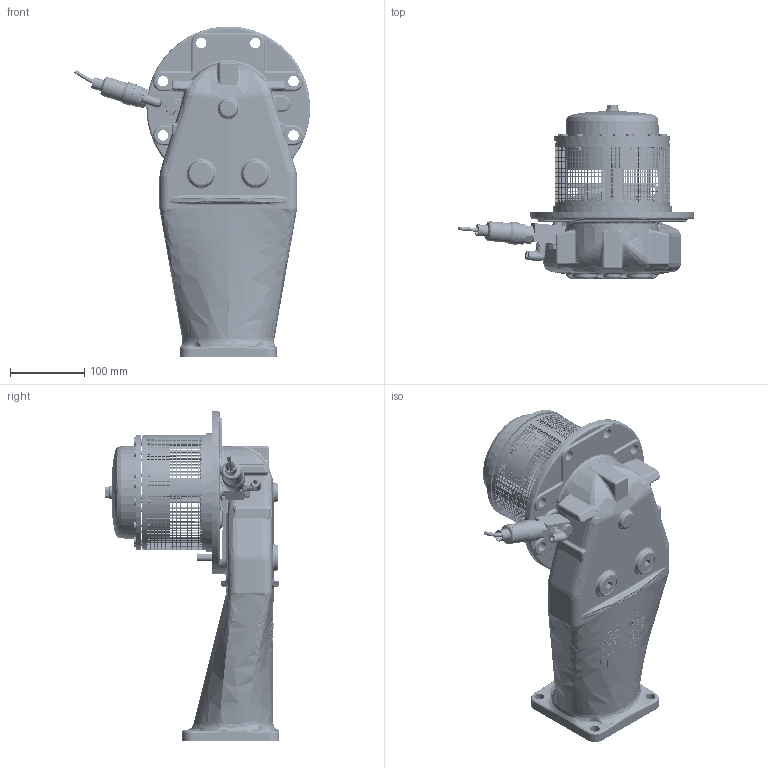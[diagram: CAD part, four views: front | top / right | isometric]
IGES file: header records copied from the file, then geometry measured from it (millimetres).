
Start section: SolidWorks IGES file using analytic representation for surfaces
Global section: file name: BO100-F1-SPD_252403.IGS; native system: SolidWorks 2010; preprocessor: SolidWorks 2010; author: LarsenR; date: 140708.073315; units: millimetre
Bounding box: 317.53 x 234.44 x 445 mm (x, y, z)
Surface area: 537445.2 mm2 (no closed solid volume)
Topology: 0 solids, 0 shells, 5175 faces, 53175 edges, 53141 vertices
Faces by surface type: bspline 4709, revolution 466
